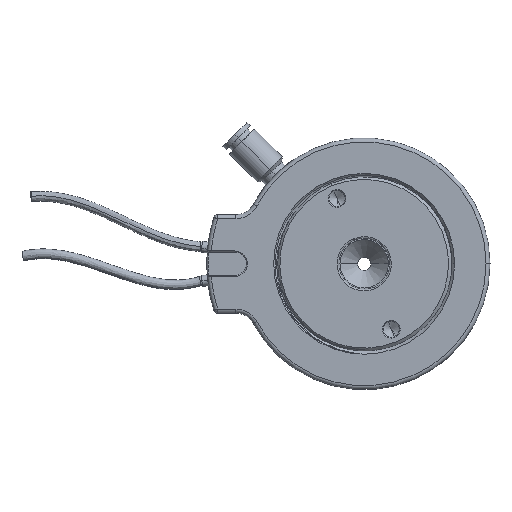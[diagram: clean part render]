
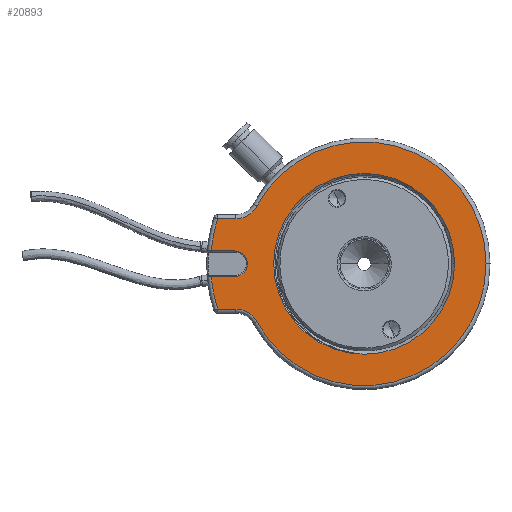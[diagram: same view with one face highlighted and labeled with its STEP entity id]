
A CAD part, top view. The second image highlights one B-rep face of the part: STEP entity #20893.
In plain terms, the highlighted planar face has unit normal (0, 0, 1).
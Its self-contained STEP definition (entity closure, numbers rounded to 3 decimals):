
#154 = DIRECTION ( 'NONE',  ( 0., 0., -1. ) ) ;
#223 = CARTESIAN_POINT ( 'NONE',  ( 28.678, -3.586, 79.5 ) ) ;
#232 = AXIS2_PLACEMENT_3D ( 'NONE', #15231, #9714, #17291 ) ;
#486 = VERTEX_POINT ( 'NONE', #16264 ) ;
#538 = DIRECTION ( 'NONE',  ( 0., 0., 1. ) ) ;
#888 = DIRECTION ( 'NONE',  ( 1., 0., 0. ) ) ;
#1153 = DIRECTION ( 'NONE',  ( 1., 0., 0. ) ) ;
#1176 = VECTOR ( 'NONE', #22087, 1000. ) ;
#1249 = CARTESIAN_POINT ( 'NONE',  ( 5.678, -3.586, 79.5 ) ) ;
#1536 = ORIENTED_EDGE ( 'NONE', *, *, #10163, .T. ) ;
#1575 = FACE_BOUND ( 'NONE', #21483, .T. ) ;
#2122 = VERTEX_POINT ( 'NONE', #19537 ) ;
#2174 = CARTESIAN_POINT ( 'NONE',  ( -26.922, -15.086, 79.5 ) ) ;
#2226 = VERTEX_POINT ( 'NONE', #5233 ) ;
#2330 = VERTEX_POINT ( 'NONE', #14442 ) ;
#2436 = ORIENTED_EDGE ( 'NONE', *, *, #9817, .T. ) ;
#2567 = DIRECTION ( 'NONE',  ( 0., 0., -1. ) ) ;
#2598 = CARTESIAN_POINT ( 'NONE',  ( -31.588, -15.086, 79.5 ) ) ;
#2630 = DIRECTION ( 'NONE',  ( 0., 0., -1. ) ) ;
#2988 = CARTESIAN_POINT ( 'NONE',  ( -27.322, -0.309, 79.5 ) ) ;
#3045 = DIRECTION ( 'NONE',  ( 1., 0., 0. ) ) ;
#3178 = ORIENTED_EDGE ( 'NONE', *, *, #9554, .T. ) ;
#3888 = DIRECTION ( 'NONE',  ( 1., 0., 0. ) ) ;
#3928 = VERTEX_POINT ( 'NONE', #16278 ) ;
#4466 = CARTESIAN_POINT ( 'NONE',  ( -33.184, -6.863, 79.5 ) ) ;
#4561 = EDGE_LOOP ( 'NONE', ( #22889, #22388, #23597, #2436, #21242, #9337, #1536, #10549, #8666, #21084, #15326, #18513 ) ) ;
#4814 = CARTESIAN_POINT ( 'NONE',  ( -27.322, -6.863, 79.5 ) ) ;
#5128 = VECTOR ( 'NONE', #20628, 1000. ) ;
#5186 = CARTESIAN_POINT ( 'NONE',  ( 5.678, -3.586, 79.5 ) ) ;
#5233 = CARTESIAN_POINT ( 'NONE',  ( -31.588, 7.914, 79.5 ) ) ;
#5761 = CIRCLE ( 'NONE', #7926, 6. ) ;
#5911 = CARTESIAN_POINT ( 'NONE',  ( -26.922, 7.914, 79.5 ) ) ;
#6116 = EDGE_CURVE ( 'NONE', #2226, #10715, #12238, .T. ) ;
#6349 = CARTESIAN_POINT ( 'NONE',  ( -26.922, -21.086, 79.5 ) ) ;
#6427 = AXIS2_PLACEMENT_3D ( 'NONE', #11882, #2630, #888 ) ;
#6709 = CIRCLE ( 'NONE', #23259, 39. ) ;
#6782 = CARTESIAN_POINT ( 'NONE',  ( -21.635, 11.076, 79.5 ) ) ;
#6794 = LINE ( 'NONE', #8922, #8760 ) ;
#6946 = DIRECTION ( 'NONE',  ( -1., 0., 0. ) ) ;
#6999 = FACE_OUTER_BOUND ( 'NONE', #4561, .T. ) ;
#7181 = PLANE ( 'NONE',  #20172 ) ;
#7926 = AXIS2_PLACEMENT_3D ( 'NONE', #17710, #21628, #21540 ) ;
#8107 = VERTEX_POINT ( 'NONE', #5911 ) ;
#8305 = EDGE_CURVE ( 'NONE', #12290, #16427, #13784, .T. ) ;
#8484 = EDGE_CURVE ( 'NONE', #23291, #20108, #10307, .T. ) ;
#8666 = ORIENTED_EDGE ( 'NONE', *, *, #15482, .T. ) ;
#8760 = VECTOR ( 'NONE', #6946, 1000. ) ;
#8922 = CARTESIAN_POINT ( 'NONE',  ( -33.206, -6.863, 79.5 ) ) ;
#9337 = ORIENTED_EDGE ( 'NONE', *, *, #23330, .T. ) ;
#9470 = CARTESIAN_POINT ( 'NONE',  ( -26.922, -15.086, 79.5 ) ) ;
#9554 = EDGE_CURVE ( 'NONE', #16427, #12290, #13018, .T. ) ;
#9651 = EDGE_CURVE ( 'NONE', #10715, #3928, #10118, .T. ) ;
#9657 = CIRCLE ( 'NONE', #232, 31. ) ;
#9712 = AXIS2_PLACEMENT_3D ( 'NONE', #6349, #19028, #1153 ) ;
#9714 = DIRECTION ( 'NONE',  ( 0., 0., 1. ) ) ;
#9817 = EDGE_CURVE ( 'NONE', #21407, #23291, #6709, .T. ) ;
#9949 = CIRCLE ( 'NONE', #9712, 6. ) ;
#10118 = LINE ( 'NONE', #2988, #20995 ) ;
#10163 = EDGE_CURVE ( 'NONE', #486, #2122, #20707, .T. ) ;
#10307 = LINE ( 'NONE', #9470, #1176 ) ;
#10497 = DIRECTION ( 'NONE',  ( 1., 0., 0. ) ) ;
#10549 = ORIENTED_EDGE ( 'NONE', *, *, #23256, .T. ) ;
#10715 = VERTEX_POINT ( 'NONE', #14396 ) ;
#11079 = CARTESIAN_POINT ( 'NONE',  ( -27.322, -3.586, 79.5 ) ) ;
#11250 = DIRECTION ( 'NONE',  ( 0., 0., 1. ) ) ;
#11273 = AXIS2_PLACEMENT_3D ( 'NONE', #11079, #154, #14762 ) ;
#11534 = DIRECTION ( 'NONE',  ( 1., 0., 0. ) ) ;
#11665 = CARTESIAN_POINT ( 'NONE',  ( -27.322, -3.586, 79.5 ) ) ;
#11882 = CARTESIAN_POINT ( 'NONE',  ( 5.678, -3.586, 79.5 ) ) ;
#12178 = DIRECTION ( 'NONE',  ( 0., 0., -1. ) ) ;
#12238 = CIRCLE ( 'NONE', #22715, 39. ) ;
#12290 = VERTEX_POINT ( 'NONE', #13139 ) ;
#12672 = DIRECTION ( 'NONE',  ( 0., 0., 1. ) ) ;
#12755 = DIRECTION ( 'NONE',  ( 1., 0., 0. ) ) ;
#12940 = EDGE_CURVE ( 'NONE', #19493, #21407, #6794, .T. ) ;
#13018 = CIRCLE ( 'NONE', #17597, 23. ) ;
#13139 = CARTESIAN_POINT ( 'NONE',  ( -17.322, -3.586, 79.5 ) ) ;
#13442 = DIRECTION ( 'NONE',  ( 1., 0., 0. ) ) ;
#13519 = CARTESIAN_POINT ( 'NONE',  ( -31.264, 7.914, 79.5 ) ) ;
#13784 = CIRCLE ( 'NONE', #6427, 23. ) ;
#14027 = DIRECTION ( 'NONE',  ( 1., 0., 0. ) ) ;
#14396 = CARTESIAN_POINT ( 'NONE',  ( -33.184, -0.309, 79.5 ) ) ;
#14442 = CARTESIAN_POINT ( 'NONE',  ( -24.045, -3.586, 79.5 ) ) ;
#14762 = DIRECTION ( 'NONE',  ( 1., 0., 0. ) ) ;
#14868 = CARTESIAN_POINT ( 'NONE',  ( 5.678, -3.586, 79.5 ) ) ;
#15231 = CARTESIAN_POINT ( 'NONE',  ( 5.678, -3.586, 79.5 ) ) ;
#15308 = AXIS2_PLACEMENT_3D ( 'NONE', #11665, #2567, #13442 ) ;
#15326 = ORIENTED_EDGE ( 'NONE', *, *, #6116, .T. ) ;
#15455 = LINE ( 'NONE', #13519, #5128 ) ;
#15482 = EDGE_CURVE ( 'NONE', #20652, #8107, #5761, .T. ) ;
#15655 = EDGE_CURVE ( 'NONE', #2330, #19493, #21193, .T. ) ;
#15860 = ORIENTED_EDGE ( 'NONE', *, *, #8305, .T. ) ;
#16264 = CARTESIAN_POINT ( 'NONE',  ( -21.635, -18.248, 79.5 ) ) ;
#16278 = CARTESIAN_POINT ( 'NONE',  ( -27.322, -0.309, 79.5 ) ) ;
#16427 = VERTEX_POINT ( 'NONE', #223 ) ;
#16720 = CIRCLE ( 'NONE', #15308, 3.277 ) ;
#17291 = DIRECTION ( 'NONE',  ( 1., 0., 0. ) ) ;
#17597 = AXIS2_PLACEMENT_3D ( 'NONE', #1249, #12178, #10497 ) ;
#17710 = CARTESIAN_POINT ( 'NONE',  ( -26.922, 13.914, 79.5 ) ) ;
#18513 = ORIENTED_EDGE ( 'NONE', *, *, #9651, .T. ) ;
#19028 = DIRECTION ( 'NONE',  ( 0., 0., -1. ) ) ;
#19493 = VERTEX_POINT ( 'NONE', #4814 ) ;
#19537 = CARTESIAN_POINT ( 'NONE',  ( 36.678, -3.586, 79.5 ) ) ;
#19927 = CARTESIAN_POINT ( 'NONE',  ( 5.678, -3.586, 79.5 ) ) ;
#20091 = AXIS2_PLACEMENT_3D ( 'NONE', #5186, #21419, #3045 ) ;
#20108 = VERTEX_POINT ( 'NONE', #2174 ) ;
#20172 = AXIS2_PLACEMENT_3D ( 'NONE', #19927, #12672, #12755 ) ;
#20266 = EDGE_CURVE ( 'NONE', #3928, #2330, #16720, .T. ) ;
#20628 = DIRECTION ( 'NONE',  ( -1., 0., 0. ) ) ;
#20652 = VERTEX_POINT ( 'NONE', #6782 ) ;
#20654 = CARTESIAN_POINT ( 'NONE',  ( 5.678, -3.586, 79.5 ) ) ;
#20707 = CIRCLE ( 'NONE', #20091, 31. ) ;
#20893 = ADVANCED_FACE ( 'NONE', ( #6999, #1575 ), #7181, .T. ) ;
#20995 = VECTOR ( 'NONE', #14027, 1000. ) ;
#21084 = ORIENTED_EDGE ( 'NONE', *, *, #22271, .T. ) ;
#21193 = CIRCLE ( 'NONE', #11273, 3.277 ) ;
#21242 = ORIENTED_EDGE ( 'NONE', *, *, #8484, .T. ) ;
#21407 = VERTEX_POINT ( 'NONE', #4466 ) ;
#21419 = DIRECTION ( 'NONE',  ( 0., 0., 1. ) ) ;
#21483 = EDGE_LOOP ( 'NONE', ( #3178, #15860 ) ) ;
#21540 = DIRECTION ( 'NONE',  ( 1., 0., 0. ) ) ;
#21628 = DIRECTION ( 'NONE',  ( 0., 0., -1. ) ) ;
#22087 = DIRECTION ( 'NONE',  ( 1., 0., 0. ) ) ;
#22271 = EDGE_CURVE ( 'NONE', #8107, #2226, #15455, .T. ) ;
#22388 = ORIENTED_EDGE ( 'NONE', *, *, #15655, .T. ) ;
#22715 = AXIS2_PLACEMENT_3D ( 'NONE', #14868, #11250, #3888 ) ;
#22889 = ORIENTED_EDGE ( 'NONE', *, *, #20266, .T. ) ;
#23256 = EDGE_CURVE ( 'NONE', #2122, #20652, #9657, .T. ) ;
#23259 = AXIS2_PLACEMENT_3D ( 'NONE', #20654, #538, #11534 ) ;
#23291 = VERTEX_POINT ( 'NONE', #2598 ) ;
#23330 = EDGE_CURVE ( 'NONE', #20108, #486, #9949, .T. ) ;
#23597 = ORIENTED_EDGE ( 'NONE', *, *, #12940, .T. ) ;
